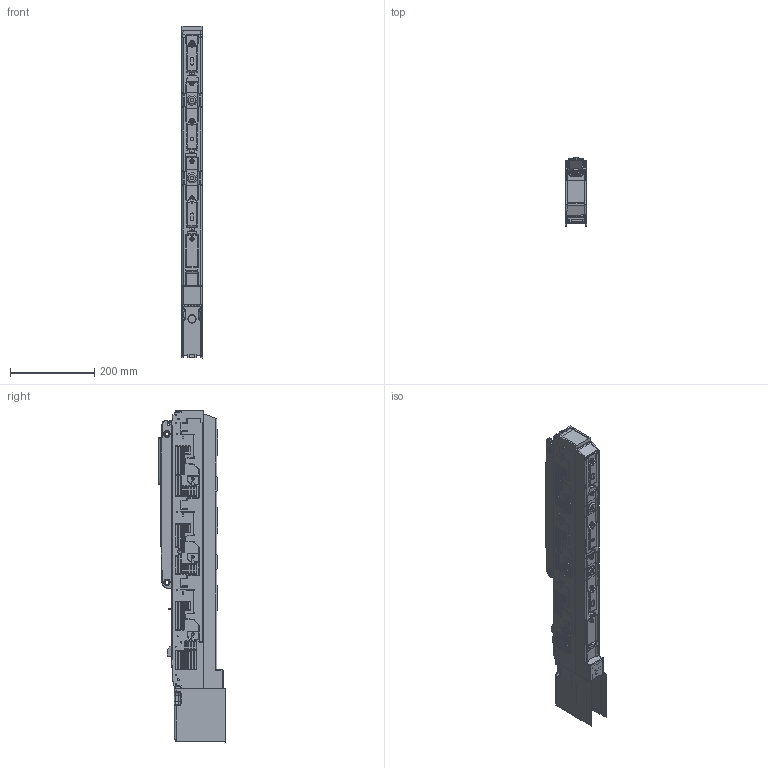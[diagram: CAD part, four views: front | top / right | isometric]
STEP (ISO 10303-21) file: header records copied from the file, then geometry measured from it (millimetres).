
FILE_DESCRIPTION(('OneSpaceDesigner STEP Export'),'2;1');
FILE_NAME('443-BTVC-DT1M.stp','2016-08-08T12:17:14',(''),(''),'OneSpace Designer STEP processor for AP214 (Solid Model)','OneSpace Designer 14.00B 27-May-2006 (C) CoCreate Software GmbH','');
FILE_SCHEMA(('AUTOMOTIVE_DESIGN { 1 0 10303 214 1 1 1 1 }'));
Products named in the file (5): zocalo; 0204-Tapa-Conexiones; lateral; 443-BTVC-DT1M; 443-BTVC-DT1M.stp
Assembly tree (4 placements, depth 3):
  443-BTVC-DT1M.stp
    443-BTVC-DT1M
      lateral
      0204-Tapa-Conexiones
      zocalo
Bounding box: 51.03 x 161.13 x 790.07 mm (x, y, z)
Volume: 3540562.3 mm3; surface area: 540957.4 mm2
Topology: 3 solids, 18 shells, 5583 faces, 15063 edges, 9590 vertices
Faces by surface type: plane 2568, cylinder 1531, bspline 722, torus 438, cone 239, sphere 60, extrusion 25
Entity records: 254825 total; most frequent: CARTESIAN_POINT 124989, ORIENTED_EDGE 30026, DIRECTION 23058, EDGE_CURVE 15013, VERTEX_POINT 9590, VECTOR 8558, LINE 8532, AXIS2_PLACEMENT_3D 7250
